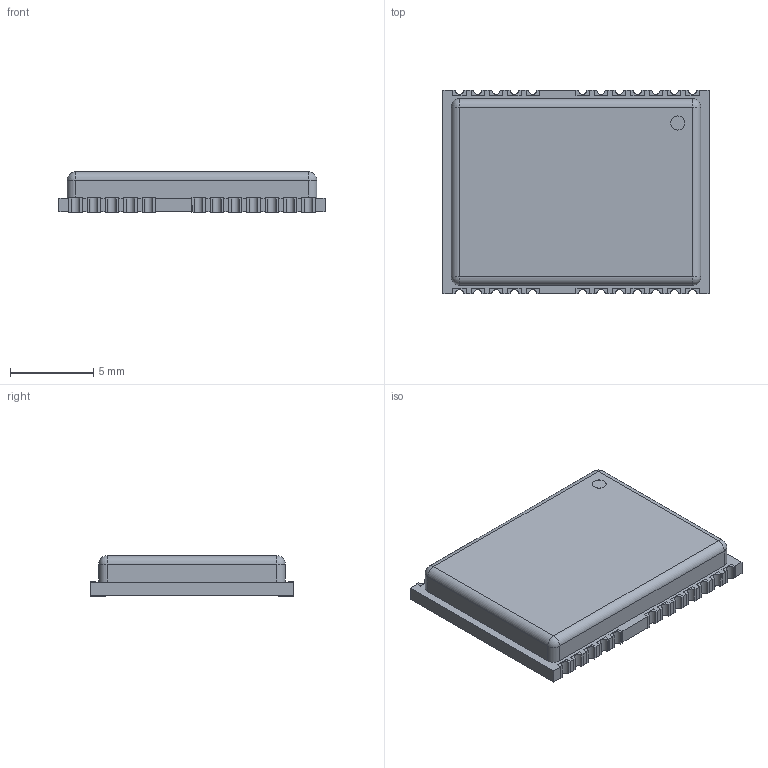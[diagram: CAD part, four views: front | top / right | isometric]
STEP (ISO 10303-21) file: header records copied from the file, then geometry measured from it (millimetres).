
FILE_DESCRIPTION (( 'STEP AP214' ), '1' );
FILE_NAME ('GPSM-SMD_24P-L16.0-W12.2-P1.10-TL.STEP', '2022-02-04T11:27:09', ( '' ), ( '' ), 'SwSTEP 2.0', 'SolidWorks 2020', '' );
FILE_SCHEMA (( 'AUTOMOTIVE_DESIGN' ));
Length unit declared in the file: millimetre
Products named in the file (1): GPSM-SMD_24P-L16.0-W12.2-P1.10-TL
Bounding box: 16 x 12.22 x 2.42 mm (x, y, z)
Volume: 421 mm3; surface area: 511.2 mm2
Topology: 1 solids, 1 shells, 325 faces, 934 edges, 616 vertices
Faces by surface type: plane 273, cylinder 34, bspline 14, sphere 4
Entity records: 14745 total; most frequent: CARTESIAN_POINT 2670, ORIENTED_EDGE 1860, DIRECTION 1594, EDGE_CURVE 930, VECTOR 834, LINE 834, VERTEX_POINT 616, AXIS2_PLACEMENT_3D 380
